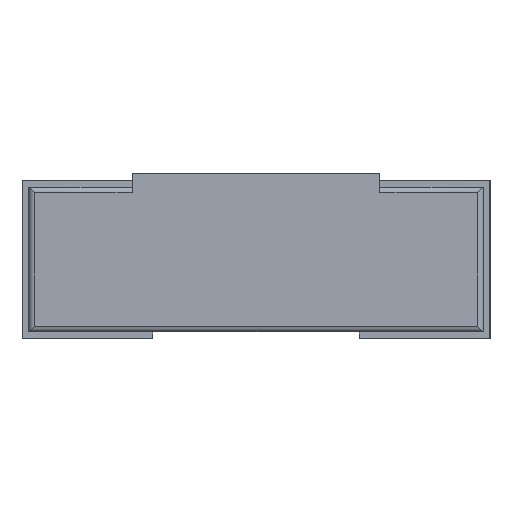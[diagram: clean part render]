
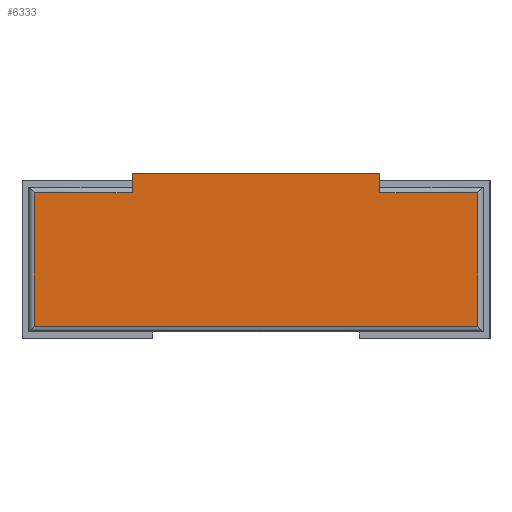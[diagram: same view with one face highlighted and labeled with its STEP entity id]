
A CAD part, left-side view. The second image highlights one B-rep face of the part: STEP entity #6333.
In plain terms, the highlighted planar face has unit normal (-1, 0, 0).
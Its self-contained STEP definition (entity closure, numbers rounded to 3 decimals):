
#487=PLANE('',#6567);
#795=FACE_OUTER_BOUND('',#1126,.T.);
#1126=EDGE_LOOP('',(#5466,#5467,#5468,#5469,#5470,#5471,#5472,#5473));
#1336=LINE('',#8037,#1997);
#1337=LINE('',#8041,#1998);
#1339=LINE('',#8046,#2000);
#1340=LINE('',#8050,#2001);
#1342=LINE('',#8056,#2003);
#1534=LINE('',#10882,#2195);
#1805=LINE('',#11438,#2466);
#1806=LINE('',#11439,#2467);
#1997=VECTOR('',#6803,10.);
#1998=VECTOR('',#6808,10.);
#2000=VECTOR('',#6814,10.);
#2001=VECTOR('',#6819,10.);
#2003=VECTOR('',#6825,10.);
#2195=VECTOR('',#7079,10.);
#2466=VECTOR('',#7518,10.);
#2467=VECTOR('',#7519,10.);
#2656=VERTEX_POINT('',#8034);
#2657=VERTEX_POINT('',#8036);
#2658=VERTEX_POINT('',#8040);
#2659=VERTEX_POINT('',#8045);
#2660=VERTEX_POINT('',#8049);
#2662=VERTEX_POINT('',#8055);
#2942=VERTEX_POINT('',#10875);
#2945=VERTEX_POINT('',#10880);
#3287=EDGE_CURVE('',#2656,#2657,#1336,.T.);
#3289=EDGE_CURVE('',#2657,#2658,#1337,.T.);
#3292=EDGE_CURVE('',#2658,#2659,#1339,.T.);
#3294=EDGE_CURVE('',#2659,#2660,#1340,.T.);
#3297=EDGE_CURVE('',#2660,#2662,#1342,.T.);
#3722=EDGE_CURVE('',#2945,#2942,#1534,.T.);
#3993=EDGE_CURVE('',#2656,#2942,#1805,.T.);
#3994=EDGE_CURVE('',#2945,#2662,#1806,.T.);
#5466=ORIENTED_EDGE('',*,*,#3993,.T.);
#5467=ORIENTED_EDGE('',*,*,#3722,.F.);
#5468=ORIENTED_EDGE('',*,*,#3994,.T.);
#5469=ORIENTED_EDGE('',*,*,#3297,.F.);
#5470=ORIENTED_EDGE('',*,*,#3294,.F.);
#5471=ORIENTED_EDGE('',*,*,#3292,.F.);
#5472=ORIENTED_EDGE('',*,*,#3289,.F.);
#5473=ORIENTED_EDGE('',*,*,#3287,.F.);
#6333=ADVANCED_FACE('',(#795),#487,.T.);
#6567=AXIS2_PLACEMENT_3D('',#11437,#7516,#7517);
#6803=DIRECTION('',(0.,-1.,0.));
#6808=DIRECTION('',(0.,0.,-1.));
#6814=DIRECTION('',(0.,1.,0.));
#6819=DIRECTION('',(0.,0.,1.));
#6825=DIRECTION('',(0.,-1.,0.));
#7079=DIRECTION('',(0.,-1.,0.));
#7516=DIRECTION('center_axis',(-1.,0.,0.));
#7517=DIRECTION('ref_axis',(0.,-1.,0.));
#7518=DIRECTION('',(0.,0.,1.));
#7519=DIRECTION('',(0.,0.,-1.));
#8034=CARTESIAN_POINT('',(-3.25,-0.45,0.53));
#8036=CARTESIAN_POINT('',(-3.25,-0.805,0.53));
#8037=CARTESIAN_POINT('',(-3.25,0.1,0.53));
#8040=CARTESIAN_POINT('',(-3.25,-0.805,0.045));
#8041=CARTESIAN_POINT('',(-3.25,-0.805,0.144));
#8045=CARTESIAN_POINT('',(-3.25,0.805,0.045));
#8046=CARTESIAN_POINT('',(-3.25,0.425,0.045));
#8049=CARTESIAN_POINT('',(-3.25,0.805,0.53));
#8050=CARTESIAN_POINT('',(-3.25,0.805,0.144));
#8055=CARTESIAN_POINT('',(-3.25,0.45,0.53));
#8056=CARTESIAN_POINT('',(-3.25,0.75,0.53));
#10875=CARTESIAN_POINT('',(-3.25,-0.45,0.6));
#10880=CARTESIAN_POINT('',(-3.25,0.45,0.6));
#10882=CARTESIAN_POINT('',(-3.25,-0.85,0.6));
#11437=CARTESIAN_POINT('Origin',(-3.25,0.85,0.));
#11438=CARTESIAN_POINT('',(-3.25,-0.45,0.288));
#11439=CARTESIAN_POINT('',(-3.25,0.45,0.288));
